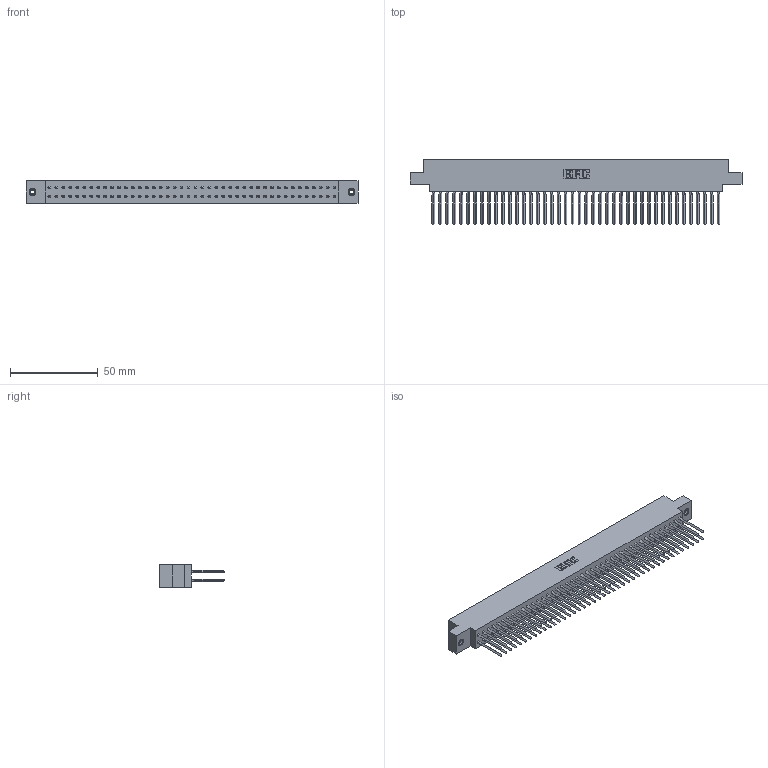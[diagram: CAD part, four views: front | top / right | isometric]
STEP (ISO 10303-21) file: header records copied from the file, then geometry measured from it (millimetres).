
FILE_DESCRIPTION (( 'STEP AP203' ), '1' );
FILE_NAME ('317-084-540-808.STEP', '2020-02-28T10:04:02', ( '' ), ( '' ), 'SwSTEP 2.0', 'SolidWorks 2016', '' );
FILE_SCHEMA (( 'CONFIG_CONTROL_DESIGN' ));
Length unit declared in the file: inch
Products named in the file (4): 317 Part_.156 Dia - TI; 317-290-001_540; 345-250-001_345-250-003-102; 317-084-540-808
Assembly tree (87 placements, depth 2):
  317-084-540-808
    317 Part_.156 Dia - TI
    317-290-001_540  x84
    345-250-001_345-250-003-102  x2
Bounding box: 189.13 x 37.34 x 12.7 mm (x, y, z)
Volume: 31735.1 mm3; surface area: 47336.5 mm2
Topology: 87 solids, 87 shells, 7638 faces, 21159 edges, 13622 vertices
Faces by surface type: plane 6222, cylinder 1064, bspline 336, cone 12, torus 4
Entity records: 61897 total; most frequent: CARTESIAN_POINT 11186, ORIENTED_EDGE 10678, DIRECTION 8947, EDGE_CURVE 5339, LINE 5063, VECTOR 5063, VERTEX_POINT 3549, AXIS2_PLACEMENT_3D 1942
